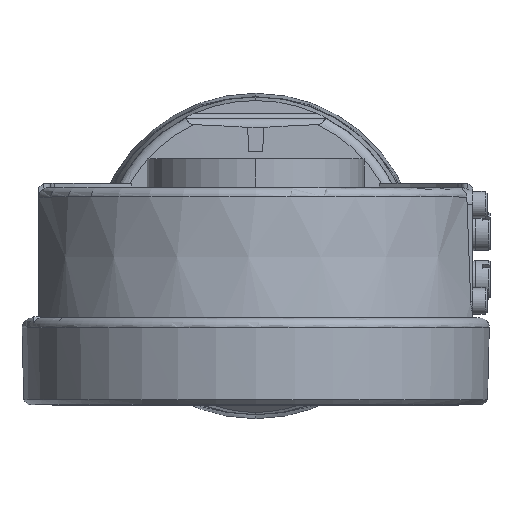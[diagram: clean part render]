
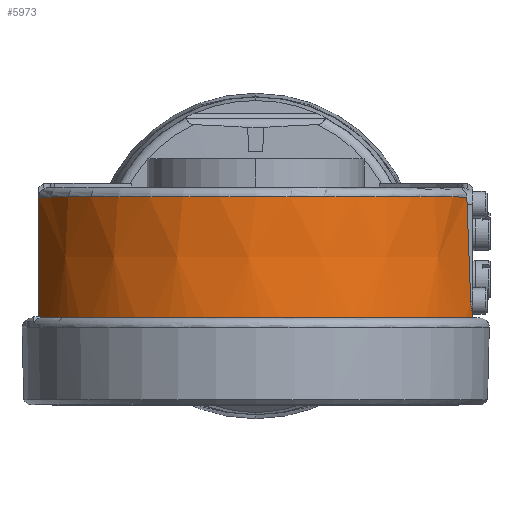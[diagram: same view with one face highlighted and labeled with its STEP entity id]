
A CAD part, top view. The second image highlights one B-rep face of the part: STEP entity #5973.
In plain terms, the highlighted conical face has half-angle 2 degrees and reference radius 46.812 mm.
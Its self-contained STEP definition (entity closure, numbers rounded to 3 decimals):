
#674=CARTESIAN_POINT('',(0.,-12.8,-2.75));
#675=DIRECTION('',(0.,-1.,0.));
#676=DIRECTION('',(-0.939,0.,0.344));
#677=AXIS2_PLACEMENT_3D('',#674,#675,#676);
#687=CARTESIAN_POINT('',(-45.,12.,8.467));
#688=CARTESIAN_POINT('',(-45.,9.407,8.842));
#689=CARTESIAN_POINT('',(-45.,4.111,9.571));
#690=CARTESIAN_POINT('',(-45.,-4.157,10.622));
#691=CARTESIAN_POINT('',(-45.,-9.883,11.3));
#692=CARTESIAN_POINT('',(-45.,-12.8,11.634));
#694=CARTESIAN_POINT('',(44.603,-9.8,12.5));
#695=CARTESIAN_POINT('',(44.514,-7.37,12.5));
#696=CARTESIAN_POINT('',(44.334,-2.511,12.5));
#697=CARTESIAN_POINT('',(44.065,4.779,12.5));
#698=CARTESIAN_POINT('',(43.885,9.639,12.5));
#699=CARTESIAN_POINT('',(43.795,12.07,12.5));
#701=CARTESIAN_POINT('',(45.,-11.998,11.542));
#702=CARTESIAN_POINT('',(44.928,-11.808,11.746));
#703=CARTESIAN_POINT('',(44.797,-11.376,12.098));
#704=CARTESIAN_POINT('',(44.658,-10.611,12.427));
#705=CARTESIAN_POINT('',(44.613,-10.069,12.5));
#706=CARTESIAN_POINT('',(44.603,-9.8,12.5));
#708=CARTESIAN_POINT('',(45.,-13.,11.657));
#709=CARTESIAN_POINT('',(45.,-12.889,11.644));
#710=CARTESIAN_POINT('',(45.,-12.666,11.619));
#711=CARTESIAN_POINT('',(45.,-12.332,11.58));
#712=CARTESIAN_POINT('',(45.,-12.109,11.555));
#713=CARTESIAN_POINT('',(45.,-11.998,11.542));
#715=CARTESIAN_POINT('',(-44.999,12.07,8.462));
#724=CARTESIAN_POINT('',(-45.,12.,8.467));
#725=CARTESIAN_POINT('',(-45.,12.008,8.466));
#726=CARTESIAN_POINT('',(-45.,12.023,8.464));
#727=CARTESIAN_POINT('',(-45.,12.046,8.462));
#728=CARTESIAN_POINT('',(-44.999,12.062,8.462));
#729=CARTESIAN_POINT('',(-44.999,12.07,8.462));
#753=CARTESIAN_POINT('',(0.,12.07,-2.75));
#754=DIRECTION('',(0.,1.,0.));
#755=DIRECTION('',(0.,0.,1.));
#756=AXIS2_PLACEMENT_3D('',#753,#754,#755);
#758=CARTESIAN_POINT('',(0.,12.07,-2.75));
#759=DIRECTION('',(0.,1.,0.));
#760=DIRECTION('',(-0.97,0.,0.242));
#761=AXIS2_PLACEMENT_3D('',#758,#759,#760);
#1178=CARTESIAN_POINT('',(0.,-13.,-2.75));
#1179=DIRECTION('',(0.,-1.,0.));
#1180=DIRECTION('',(0.952,0.,0.305));
#1181=AXIS2_PLACEMENT_3D('',#1178,#1179,#1180);
#1192=CARTESIAN_POINT('',(-44.294,-13.,13.7));
#1193=CARTESIAN_POINT('',(-44.316,-12.933,
13.633));
#1194=CARTESIAN_POINT('',(-44.338,-12.867,
13.567));
#1195=CARTESIAN_POINT('',(-44.36,-12.8,13.5));
#4109=VERTEX_POINT('',#715);
#4116=CARTESIAN_POINT('',(-45.,12.,8.467));
#4117=VERTEX_POINT('',#4116);
#4172=CARTESIAN_POINT('',(-44.36,-12.8,13.5));
#4173=CARTESIAN_POINT('',(-45.,-12.8,11.634));
#4174=VERTEX_POINT('',#4172);
#4175=VERTEX_POINT('',#4173);
#4176=VERTEX_POINT('',#1192);
#4177=CARTESIAN_POINT('',(45.,-13.,11.657));
#4178=VERTEX_POINT('',#4177);
#4179=VERTEX_POINT('',#713);
#4180=VERTEX_POINT('',#706);
#4181=VERTEX_POINT('',#699);
#4182=CARTESIAN_POINT('',(0.,12.07,43.625));
#4183=VERTEX_POINT('',#4182);
#5948=CARTESIAN_POINT('',(0.,-0.465,-2.75));
#5949=DIRECTION('',(0.,-1.,0.));
#5950=DIRECTION('',(0.,0.,1.));
#5951=AXIS2_PLACEMENT_3D('',#5948,#5949,#5950);
#5952=CONICAL_SURFACE('',#5951,46.812,2.);
#5953=ORIENTED_EDGE('',*,*,#5930,.T.);
#5954=ORIENTED_EDGE('',*,*,#5877,.F.);
#5956=ORIENTED_EDGE('',*,*,#5955,.T.);
#5958=ORIENTED_EDGE('',*,*,#5957,.T.);
#5960=ORIENTED_EDGE('',*,*,#5959,.T.);
#5962=ORIENTED_EDGE('',*,*,#5961,.F.);
#5964=ORIENTED_EDGE('',*,*,#5963,.F.);
#5966=ORIENTED_EDGE('',*,*,#5965,.F.);
#5968=ORIENTED_EDGE('',*,*,#5967,.T.);
#5970=ORIENTED_EDGE('',*,*,#5969,.T.);
#5971=EDGE_LOOP('',(#5953,#5954,#5956,#5958,#5960,#5962,#5964,#5966,#5968,
#5970));
#5972=FACE_OUTER_BOUND('',#5971,.F.);
#678=CIRCLE('',#677,47.243);
#693=B_SPLINE_CURVE_WITH_KNOTS('',3,(#687,#688,#689,#690,#691,#692),
.UNSPECIFIED.,.F.,.F.,(4,1,1,4),(0.,0.333,0.667,1.),
.UNSPECIFIED.);
#700=B_SPLINE_CURVE_WITH_KNOTS('',3,(#694,#695,#696,#697,#698,#699),
.UNSPECIFIED.,.F.,.F.,(4,1,1,4),(0.,0.333,0.667,1.),
.UNSPECIFIED.);
#707=B_SPLINE_CURVE_WITH_KNOTS('',3,(#701,#702,#703,#704,#705,#706),
.UNSPECIFIED.,.F.,.F.,(4,1,1,4),(0.,0.333,0.667,1.),
.UNSPECIFIED.);
#714=B_SPLINE_CURVE_WITH_KNOTS('',3,(#708,#709,#710,#711,#712,#713),
.UNSPECIFIED.,.F.,.F.,(4,1,1,4),(0.,0.333,0.667,1.),
.UNSPECIFIED.);
#730=B_SPLINE_CURVE_WITH_KNOTS('',3,(#724,#725,#726,#727,#728,#729),
.UNSPECIFIED.,.F.,.F.,(4,1,1,4),(0.,0.333,0.667,1.),
.UNSPECIFIED.);
#757=CIRCLE('',#756,46.375);
#762=CIRCLE('',#761,46.375);
#1182=CIRCLE('',#1181,47.25);
#1196=B_SPLINE_CURVE_WITH_KNOTS('',3,(#1192,#1193,#1194,#1195),.UNSPECIFIED.,
.F.,.F.,(4,4),(0.,1.),.UNSPECIFIED.);
#5877=EDGE_CURVE('',#4117,#4175,#693,.T.);
#5930=EDGE_CURVE('',#4174,#4175,#678,.T.);
#5955=EDGE_CURVE('',#4117,#4109,#730,.T.);
#5957=EDGE_CURVE('',#4109,#4183,#762,.T.);
#5959=EDGE_CURVE('',#4183,#4181,#757,.T.);
#5961=EDGE_CURVE('',#4180,#4181,#700,.T.);
#5963=EDGE_CURVE('',#4179,#4180,#707,.T.);
#5965=EDGE_CURVE('',#4178,#4179,#714,.T.);
#5967=EDGE_CURVE('',#4178,#4176,#1182,.T.);
#5969=EDGE_CURVE('',#4176,#4174,#1196,.T.);
#5973=ADVANCED_FACE('',(#5972),#5952,.T.);
